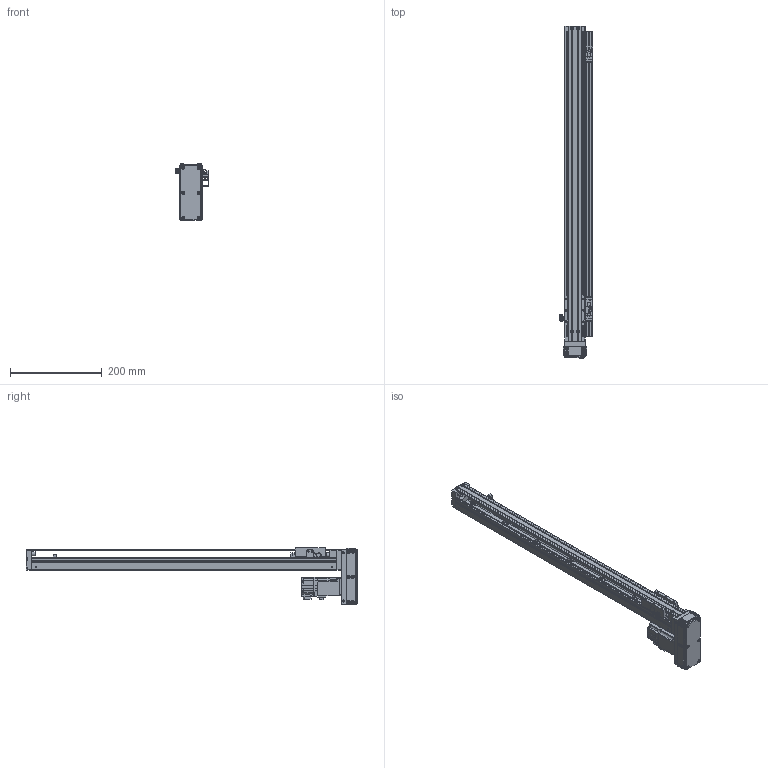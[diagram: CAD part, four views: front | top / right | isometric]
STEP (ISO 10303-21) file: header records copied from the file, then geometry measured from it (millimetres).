
FILE_DESCRIPTION(/* description */ ('MANUFACTURE'),/* implementation_level */ '2;1');
FILE_NAME(/* name */ 'HG45-D10-N-0550-R10.stp',/* time_stamp */ '2024-04-04T11:08:01+09:00',/* author */ ('User'),/* organization */ (''),/* preprocessor_version */ 'ST-DEVELOPER v18.1',/* originating_system */ 'Autodesk Inventor 2022',/* authorisation */ 'LIP');
FILE_SCHEMA (('AUTOMOTIVE_DESIGN { 1 0 10303 214 3 1 1 }'));
Products named in the file (25): HG45-D10-N-0500-R10 - 간소화; HR45 S BASE; HR45 REAR BLOCK; HR45 FRONT BLOCK; HR45 STOPPER; HR45 SENSOR RAIL; HR45 SENSOR DOG; HC45 - TABLE (SFSR); HR45 UPCOVER-28mm; NIPPLE CAP(신규); hsr_ftht_A-M6F_grease_nipple_joint; HR45 MOTOR PLATE 100W; hg-kr13_; 화살표; EE_SX674A; P30T - 3GT - 9 - 8; P30T - 3GT - 9 - PULLEY; P30T - 3GT - 9 - SOCKET (Φ8); HG45-Belt; ESF1210 NUT; HR45 ACRYL COVER(정면); HR45 LR BELT COVER; HR45 ACRYL COVER(상하면); HC45 D MOTOR PLATE; HR45 ACRYL COVER(측면)
Assembly tree (32 placements, depth 3):
  HG45-D10-N-0500-R10 - 간소화
    HR45 S BASE
    HR45 REAR BLOCK
    HR45 FRONT BLOCK
    HR45 STOPPER  x4
    HR45 SENSOR RAIL
    HR45 SENSOR DOG
    EE_SX674A  x3
    HC45 - TABLE (SFSR)
    HR45 UPCOVER-28mm
    NIPPLE CAP(신규)
    hsr_ftht_A-M6F_grease_nipple_joint
    HR45 MOTOR PLATE 100W
    hg-kr13_
    화살표  x2
    P30T - 3GT - 9 - 8  x2
      P30T - 3GT - 9 - PULLEY
      P30T - 3GT - 9 - SOCKET (Φ8)
    HG45-Belt
    ESF1210 NUT
    HR45 ACRYL COVER(정면)
    HR45 ACRYL COVER(측면)  x2
    HR45 LR BELT COVER
    HR45 ACRYL COVER(상하면)
    HC45 D MOTOR PLATE
Bounding box: 73.96 x 724 x 124 mm (x, y, z)
Volume: 774293.3 mm3; surface area: 426696.1 mm2
Topology: 32 solids, 32 shells, 2808 faces, 7490 edges, 4844 vertices
Faces by surface type: plane 1824, cylinder 812, cone 145, bspline 13, sphere 8, torus 6
Full cylindrical faces by diameter (mm): 1 x1, 2.013 x6, 2.459 x88, 2.5 x4, 3 x11, 3.242 x26, 3.4 x38, 3.5 x29, 4 x9, 4.134 x1, 4.5 x24, 4.917 x2, 5 x2, 5.6 x3, 5.9 x2, 6 x24, 6.5 x6, 8 x15, 9 x4, 10 x1, 12 x1, 13 x1, 15 x1, 17.318 x2, 18 x1, 22 x2, 23 x4, 24 x1, 26 x1, 30 x2
Entity records: 79244 total; most frequent: CARTESIAN_POINT 15219, ORIENTED_EDGE 13084, DIRECTION 12829, EDGE_CURVE 6542, LINE 4887, VECTOR 4887, VERTEX_POINT 4298, AXIS2_PLACEMENT_3D 3971
